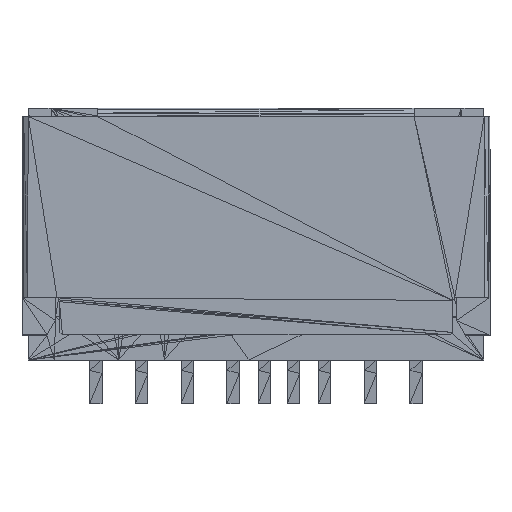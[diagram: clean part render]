
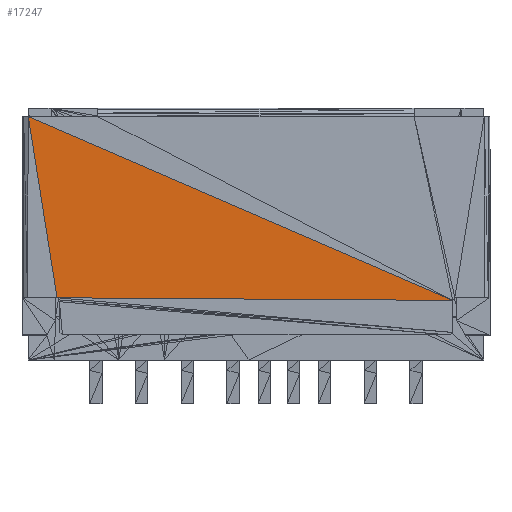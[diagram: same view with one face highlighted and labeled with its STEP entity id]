
A CAD part, top view. The second image highlights one B-rep face of the part: STEP entity #17247.
In plain terms, the highlighted planar face has unit normal (0, 0.001, 1).
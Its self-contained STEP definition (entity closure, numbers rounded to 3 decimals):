
#1290=FACE_OUTER_BOUND('',#2717,.T.);
#2717=EDGE_LOOP('',(#14069,#14070,#14071));
#4827=LINE('',#27758,#7019);
#4835=LINE('',#27775,#7027);
#4837=LINE('',#27778,#7029);
#7019=VECTOR('',#23335,10.);
#7027=VECTOR('',#23351,10.);
#7029=VECTOR('',#23355,10.);
#7879=VERTEX_POINT('',#27649);
#7896=VERTEX_POINT('',#27757);
#7901=VERTEX_POINT('',#27774);
#9927=EDGE_CURVE('',#7896,#7879,#4827,.T.);
#9935=EDGE_CURVE('',#7901,#7879,#4835,.T.);
#9937=EDGE_CURVE('',#7901,#7896,#4837,.T.);
#14069=ORIENTED_EDGE('',*,*,#9937,.T.);
#14070=ORIENTED_EDGE('',*,*,#9927,.T.);
#14071=ORIENTED_EDGE('',*,*,#9935,.F.);
#15820=PLANE('',#18690);
#17247=ADVANCED_FACE('',(#1290),#15820,.T.);
#18690=AXIS2_PLACEMENT_3D('',#27777,#23353,#23354);
#23335=DIRECTION('',(1.,-0.007,0.));
#23351=DIRECTION('',(0.918,-0.397,0.));
#23353=DIRECTION('center_axis',(0.,0.,
1.));
#23354=DIRECTION('ref_axis',(1.,0.,0.));
#23355=DIRECTION('',(0.157,-0.988,0.));
#27649=CARTESIAN_POINT('',(4068.618,-3053.914,15.906));
#27757=CARTESIAN_POINT('',(4031.17,-3053.668,15.906));
#27758=CARTESIAN_POINT('',(4031.17,-3053.668,15.906));
#27774=CARTESIAN_POINT('',(4028.445,-3036.52,15.897));
#27775=CARTESIAN_POINT('',(4028.445,-3036.52,15.897));
#27777=CARTESIAN_POINT('Origin',(4068.618,-3053.914,15.906));
#27778=CARTESIAN_POINT('',(4028.445,-3036.52,15.897));
